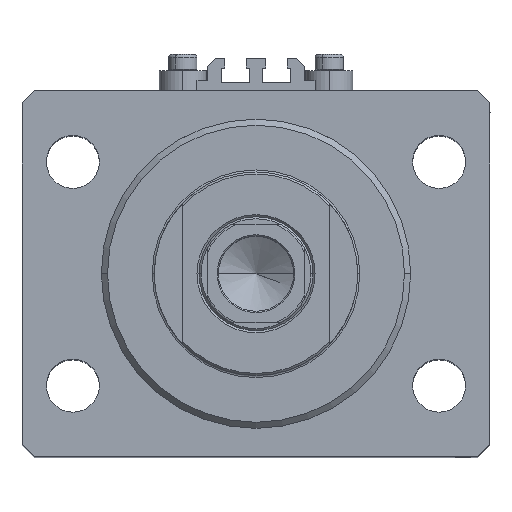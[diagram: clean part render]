
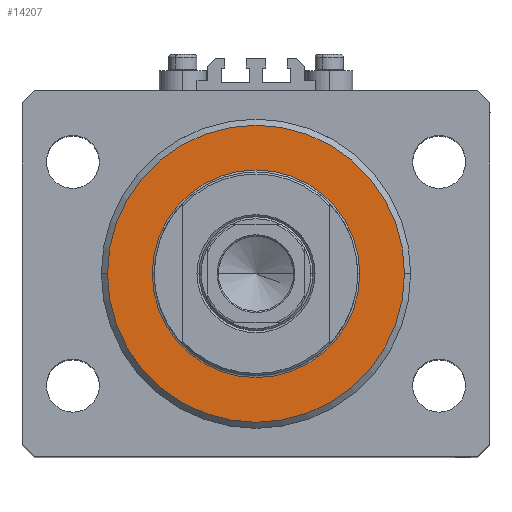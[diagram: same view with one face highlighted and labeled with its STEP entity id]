
A CAD part, top view. The second image highlights one B-rep face of the part: STEP entity #14207.
In plain terms, the highlighted face is planar.
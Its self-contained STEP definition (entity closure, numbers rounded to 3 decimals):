
#223 = ORIENTED_EDGE ( 'NONE', *, *, #21801, .T. ) ;
#1363 = DIRECTION ( 'NONE',  ( 1., 0., 0. ) ) ;
#1409 = ORIENTED_EDGE ( 'NONE', *, *, #41775, .T. ) ;
#4235 = CARTESIAN_POINT ( 'NONE',  ( 0., 0., 0. ) ) ;
#4685 = AXIS2_PLACEMENT_3D ( 'NONE', #38470, #24560, #20507 ) ;
#4741 = CARTESIAN_POINT ( 'NONE',  ( 0., 0., 0. ) ) ;
#5363 = PLANE ( 'NONE',  #31944 ) ;
#9336 = DIRECTION ( 'NONE',  ( 0., 0., -1. ) ) ;
#9989 = CIRCLE ( 'NONE', #4685, 25.5 ) ;
#12315 = CARTESIAN_POINT ( 'NONE',  ( 0., 0., 0. ) ) ;
#12698 = DIRECTION ( 'NONE',  ( 1., 0., 0. ) ) ;
#14197 = VERTEX_POINT ( 'NONE', #30246 ) ;
#14207 = ADVANCED_FACE ( 'NONE', ( #15890, #27361 ), #5363, .F. ) ;
#15890 = FACE_BOUND ( 'NONE', #33990, .T. ) ;
#18356 = DIRECTION ( 'NONE',  ( 1., 0., 0. ) ) ;
#19390 = VERTEX_POINT ( 'NONE', #25420 ) ;
#19569 = DIRECTION ( 'NONE',  ( 0., 0., 1. ) ) ;
#20507 = DIRECTION ( 'NONE',  ( 1., 0., 0. ) ) ;
#21801 = EDGE_CURVE ( 'NONE', #26311, #14197, #9989, .T. ) ;
#23179 = CIRCLE ( 'NONE', #25449, 36.5 ) ;
#24379 = CIRCLE ( 'NONE', #35077, 36.5 ) ;
#24560 = DIRECTION ( 'NONE',  ( 0., 0., 1. ) ) ;
#25420 = CARTESIAN_POINT ( 'NONE',  ( -36.5, 0., 0. ) ) ;
#25449 = AXIS2_PLACEMENT_3D ( 'NONE', #45009, #9336, #12698 ) ;
#26311 = VERTEX_POINT ( 'NONE', #40157 ) ;
#26900 = DIRECTION ( 'NONE',  ( 0., 0., 1. ) ) ;
#27361 = FACE_OUTER_BOUND ( 'NONE', #28208, .T. ) ;
#28208 = EDGE_LOOP ( 'NONE', ( #42521, #35377 ) ) ;
#30246 = CARTESIAN_POINT ( 'NONE',  ( 25.5, 0., 0. ) ) ;
#31944 = AXIS2_PLACEMENT_3D ( 'NONE', #12315, #26900, #41515 ) ;
#32701 = CARTESIAN_POINT ( 'NONE',  ( 36.5, 0., 0. ) ) ;
#33548 = EDGE_CURVE ( 'NONE', #19390, #35043, #23179, .T. ) ;
#33990 = EDGE_LOOP ( 'NONE', ( #1409, #223 ) ) ;
#35043 = VERTEX_POINT ( 'NONE', #32701 ) ;
#35077 = AXIS2_PLACEMENT_3D ( 'NONE', #4235, #37031, #18356 ) ;
#35377 = ORIENTED_EDGE ( 'NONE', *, *, #33548, .T. ) ;
#37031 = DIRECTION ( 'NONE',  ( 0., 0., -1. ) ) ;
#38204 = AXIS2_PLACEMENT_3D ( 'NONE', #4741, #19569, #1363 ) ;
#38470 = CARTESIAN_POINT ( 'NONE',  ( 0., 0., 0. ) ) ;
#40157 = CARTESIAN_POINT ( 'NONE',  ( -25.5, 0., 0. ) ) ;
#40565 = EDGE_CURVE ( 'NONE', #35043, #19390, #24379, .T. ) ;
#41258 = CIRCLE ( 'NONE', #38204, 25.5 ) ;
#41515 = DIRECTION ( 'NONE',  ( 1., 0., 0. ) ) ;
#41775 = EDGE_CURVE ( 'NONE', #14197, #26311, #41258, .T. ) ;
#42521 = ORIENTED_EDGE ( 'NONE', *, *, #40565, .T. ) ;
#45009 = CARTESIAN_POINT ( 'NONE',  ( 0., 0., 0. ) ) ;
